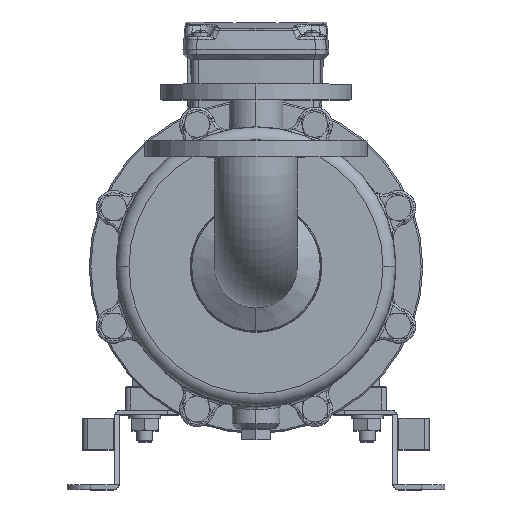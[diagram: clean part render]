
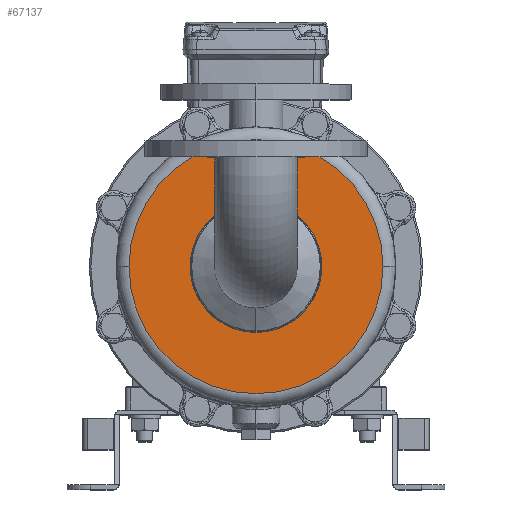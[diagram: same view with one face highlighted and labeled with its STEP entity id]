
A CAD part, top view. The second image highlights one B-rep face of the part: STEP entity #67137.
In plain terms, the highlighted face is planar.
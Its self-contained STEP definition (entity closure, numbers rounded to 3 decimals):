
#2064 = CARTESIAN_POINT ( 'NONE',  ( 44., 5., 0. ) ) ;
#2562 = CARTESIAN_POINT ( 'NONE',  ( 44., 5., 0. ) ) ;
#2761 = VERTEX_POINT ( 'NONE', #9249 ) ;
#7885 = PLANE ( 'NONE',  #39163 ) ;
#9121 = DIRECTION ( 'NONE',  ( 0., 0., -1. ) ) ;
#9249 = CARTESIAN_POINT ( 'NONE',  ( 44., 5., 80. ) ) ;
#9628 = DIRECTION ( 'NONE',  ( 0., 0., -1. ) ) ;
#9847 = ORIENTED_EDGE ( 'NONE', *, *, #55037, .T. ) ;
#10840 = CARTESIAN_POINT ( 'NONE',  ( 44., 5., 0. ) ) ;
#10964 = CARTESIAN_POINT ( 'NONE',  ( 44., 5., 40.5 ) ) ;
#13701 = EDGE_LOOP ( 'NONE', ( #15524, #75444 ) ) ;
#14956 = DIRECTION ( 'NONE',  ( 0., 0., -1. ) ) ;
#15524 = ORIENTED_EDGE ( 'NONE', *, *, #87722, .F. ) ;
#15975 = CIRCLE ( 'NONE', #32754, 80. ) ;
#16032 = ORIENTED_EDGE ( 'NONE', *, *, #86851, .T. ) ;
#17909 = DIRECTION ( 'NONE',  ( 0., 0., -1. ) ) ;
#20341 = CARTESIAN_POINT ( 'NONE',  ( 44., 5., -40.5 ) ) ;
#20625 = VERTEX_POINT ( 'NONE', #20341 ) ;
#22637 = FACE_OUTER_BOUND ( 'NONE', #67690, .T. ) ;
#24571 = VERTEX_POINT ( 'NONE', #10964 ) ;
#28353 = DIRECTION ( 'NONE',  ( 0., 1., 0. ) ) ;
#29401 = VERTEX_POINT ( 'NONE', #53171 ) ;
#32207 = AXIS2_PLACEMENT_3D ( 'NONE', #2064, #51202, #9121 ) ;
#32754 = AXIS2_PLACEMENT_3D ( 'NONE', #10840, #59906, #17909 ) ;
#34433 = CIRCLE ( 'NONE', #80511, 40.5 ) ;
#39053 = FACE_BOUND ( 'NONE', #13701, .T. ) ;
#39163 = AXIS2_PLACEMENT_3D ( 'NONE', #63738, #56956, #14956 ) ;
#49905 = CIRCLE ( 'NONE', #32207, 40.5 ) ;
#51202 = DIRECTION ( 'NONE',  ( 0., 1., 0. ) ) ;
#51700 = DIRECTION ( 'NONE',  ( 0., 1., 0. ) ) ;
#53171 = CARTESIAN_POINT ( 'NONE',  ( 44., 5., -80. ) ) ;
#55037 = EDGE_CURVE ( 'NONE', #29401, #2761, #56006, .T. ) ;
#56006 = CIRCLE ( 'NONE', #85373, 80. ) ;
#56956 = DIRECTION ( 'NONE',  ( 0., -1., 0. ) ) ;
#59906 = DIRECTION ( 'NONE',  ( 0., 1., 0. ) ) ;
#63738 = CARTESIAN_POINT ( 'NONE',  ( 44., 5., 0. ) ) ;
#67137 = ADVANCED_FACE ( 'NONE', ( #22637, #39053 ), #7885, .F. ) ;
#67690 = EDGE_LOOP ( 'NONE', ( #9847, #16032 ) ) ;
#70314 = CARTESIAN_POINT ( 'NONE',  ( 44., 5., 0. ) ) ;
#75444 = ORIENTED_EDGE ( 'NONE', *, *, #81069, .F. ) ;
#77322 = DIRECTION ( 'NONE',  ( 0., 0., -1. ) ) ;
#80511 = AXIS2_PLACEMENT_3D ( 'NONE', #2562, #51700, #9628 ) ;
#81069 = EDGE_CURVE ( 'NONE', #24571, #20625, #34433, .T. ) ;
#85373 = AXIS2_PLACEMENT_3D ( 'NONE', #70314, #28353, #77322 ) ;
#86851 = EDGE_CURVE ( 'NONE', #2761, #29401, #15975, .T. ) ;
#87722 = EDGE_CURVE ( 'NONE', #20625, #24571, #49905, .T. ) ;
